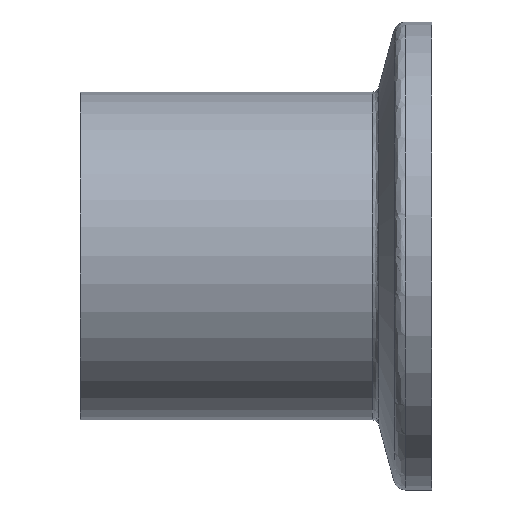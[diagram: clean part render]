
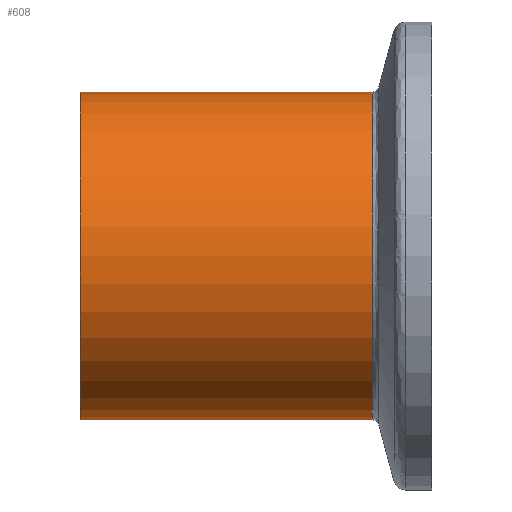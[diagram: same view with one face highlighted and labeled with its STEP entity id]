
A CAD part, top view. The second image highlights one B-rep face of the part: STEP entity #608.
In plain terms, the highlighted cylindrical face has radius 14 mm (diameter 28 mm), a full revolution.
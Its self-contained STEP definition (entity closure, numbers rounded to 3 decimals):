
#20 = DIRECTION ( 'NONE',  ( 1., 0., 0. ) ) ;
#22 = DIRECTION ( 'NONE',  ( -1., 0., 0. ) ) ;
#55 = ORIENTED_EDGE ( 'NONE', *, *, #634, .T. ) ;
#56 = CYLINDRICAL_SURFACE ( 'NONE', #644, 14. ) ;
#72 = EDGE_CURVE ( 'NONE', #97, #97, #517, .T. ) ;
#79 = FACE_OUTER_BOUND ( 'NONE', #225, .T. ) ;
#82 = CARTESIAN_POINT ( 'NONE',  ( -27., 0., 0. ) ) ;
#97 = VERTEX_POINT ( 'NONE', #140 ) ;
#140 = CARTESIAN_POINT ( 'NONE',  ( -2.068, 0., 14. ) ) ;
#225 = EDGE_LOOP ( 'NONE', ( #312 ) ) ;
#227 = DIRECTION ( 'NONE',  ( -1., 0., 0. ) ) ;
#250 = CARTESIAN_POINT ( 'NONE',  ( 3., 0., 0. ) ) ;
#312 = ORIENTED_EDGE ( 'NONE', *, *, #72, .T. ) ;
#326 = VERTEX_POINT ( 'NONE', #477 ) ;
#408 = DIRECTION ( 'NONE',  ( 0., 0., 1. ) ) ;
#477 = CARTESIAN_POINT ( 'NONE',  ( -27., 0., 14. ) ) ;
#502 = CIRCLE ( 'NONE', #542, 14. ) ;
#517 = CIRCLE ( 'NONE', #736, 14. ) ;
#542 = AXIS2_PLACEMENT_3D ( 'NONE', #82, #20, #710 ) ;
#595 = EDGE_LOOP ( 'NONE', ( #55 ) ) ;
#608 = ADVANCED_FACE ( 'NONE', ( #79, #666 ), #56, .T. ) ;
#617 = DIRECTION ( 'NONE',  ( 0., 0., 1. ) ) ;
#634 = EDGE_CURVE ( 'NONE', #326, #326, #502, .T. ) ;
#644 = AXIS2_PLACEMENT_3D ( 'NONE', #250, #22, #408 ) ;
#666 = FACE_OUTER_BOUND ( 'NONE', #595, .T. ) ;
#682 = CARTESIAN_POINT ( 'NONE',  ( -2.068, 0., 0. ) ) ;
#710 = DIRECTION ( 'NONE',  ( 0., 0., 1. ) ) ;
#736 = AXIS2_PLACEMENT_3D ( 'NONE', #682, #227, #617 ) ;
